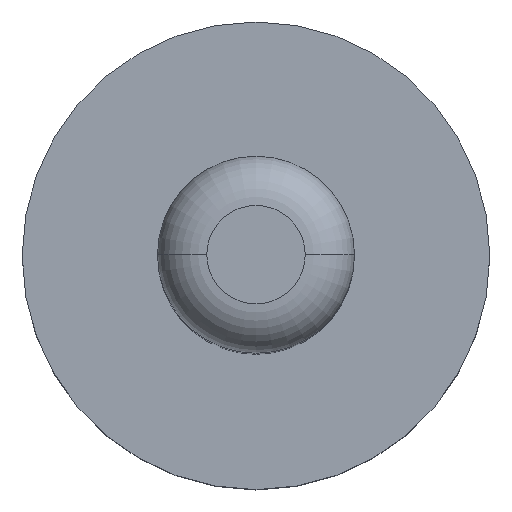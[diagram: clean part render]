
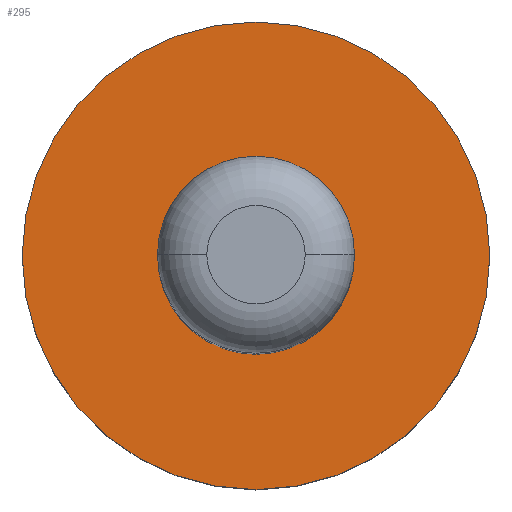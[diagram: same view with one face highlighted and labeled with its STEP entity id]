
A CAD part, top view. The second image highlights one B-rep face of the part: STEP entity #295.
In plain terms, the highlighted planar face has unit normal (0, 0, 1).
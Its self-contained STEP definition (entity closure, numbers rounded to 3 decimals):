
#4 = VERTEX_POINT ( 'NONE', #222 ) ;
#6 = DIRECTION ( 'NONE',  ( 1., 0., 0. ) ) ;
#17 = ORIENTED_EDGE ( 'NONE', *, *, #206, .F. ) ;
#40 = CIRCLE ( 'NONE', #177, 2. ) ;
#48 = CIRCLE ( 'NONE', #181, 2. ) ;
#53 = CARTESIAN_POINT ( 'NONE',  ( 0., 0., 6. ) ) ;
#79 = ORIENTED_EDGE ( 'NONE', *, *, #142, .F. ) ;
#83 = AXIS2_PLACEMENT_3D ( 'NONE', #278, #232, #114 ) ;
#98 = EDGE_LOOP ( 'NONE', ( #17, #79 ) ) ;
#102 = VERTEX_POINT ( 'NONE', #210 ) ;
#114 = DIRECTION ( 'NONE',  ( 1., 0., 0. ) ) ;
#118 = DIRECTION ( 'NONE',  ( 0., 0., 1. ) ) ;
#127 = ORIENTED_EDGE ( 'NONE', *, *, #302, .T. ) ;
#131 = CARTESIAN_POINT ( 'NONE',  ( 0., 0., 6. ) ) ;
#140 = CIRCLE ( 'NONE', #83, 4.75 ) ;
#141 = FACE_BOUND ( 'NONE', #98, .T. ) ;
#142 = EDGE_CURVE ( 'NONE', #148, #102, #48, .T. ) ;
#148 = VERTEX_POINT ( 'NONE', #154 ) ;
#154 = CARTESIAN_POINT ( 'NONE',  ( 2., 0., 6. ) ) ;
#162 = CARTESIAN_POINT ( 'NONE',  ( 0., 0., 6. ) ) ;
#177 = AXIS2_PLACEMENT_3D ( 'NONE', #53, #245, #283 ) ;
#180 = FACE_OUTER_BOUND ( 'NONE', #284, .T. ) ;
#181 = AXIS2_PLACEMENT_3D ( 'NONE', #131, #293, #223 ) ;
#187 = AXIS2_PLACEMENT_3D ( 'NONE', #211, #228, #6 ) ;
#206 = EDGE_CURVE ( 'NONE', #102, #148, #40, .T. ) ;
#207 = VERTEX_POINT ( 'NONE', #217 ) ;
#210 = CARTESIAN_POINT ( 'NONE',  ( -2., 0., 6. ) ) ;
#211 = CARTESIAN_POINT ( 'NONE',  ( 0., 0., 6. ) ) ;
#215 = AXIS2_PLACEMENT_3D ( 'NONE', #162, #118, #257 ) ;
#217 = CARTESIAN_POINT ( 'NONE',  ( 4.75, 0., 6. ) ) ;
#222 = CARTESIAN_POINT ( 'NONE',  ( -4.75, 0., 6. ) ) ;
#223 = DIRECTION ( 'NONE',  ( 1., 0., 0. ) ) ;
#228 = DIRECTION ( 'NONE',  ( 0., 0., 1. ) ) ;
#232 = DIRECTION ( 'NONE',  ( 0., 0., 1. ) ) ;
#245 = DIRECTION ( 'NONE',  ( 0., 0., 1. ) ) ;
#257 = DIRECTION ( 'NONE',  ( 1., 0., 0. ) ) ;
#270 = ORIENTED_EDGE ( 'NONE', *, *, #288, .T. ) ;
#278 = CARTESIAN_POINT ( 'NONE',  ( 0., 0., 6. ) ) ;
#283 = DIRECTION ( 'NONE',  ( 1., 0., 0. ) ) ;
#284 = EDGE_LOOP ( 'NONE', ( #270, #127 ) ) ;
#288 = EDGE_CURVE ( 'NONE', #4, #207, #311, .T. ) ;
#293 = DIRECTION ( 'NONE',  ( 0., 0., 1. ) ) ;
#295 = ADVANCED_FACE ( 'NONE', ( #141, #180 ), #304, .T. ) ;
#302 = EDGE_CURVE ( 'NONE', #207, #4, #140, .T. ) ;
#304 = PLANE ( 'NONE',  #187 ) ;
#311 = CIRCLE ( 'NONE', #215, 4.75 ) ;
